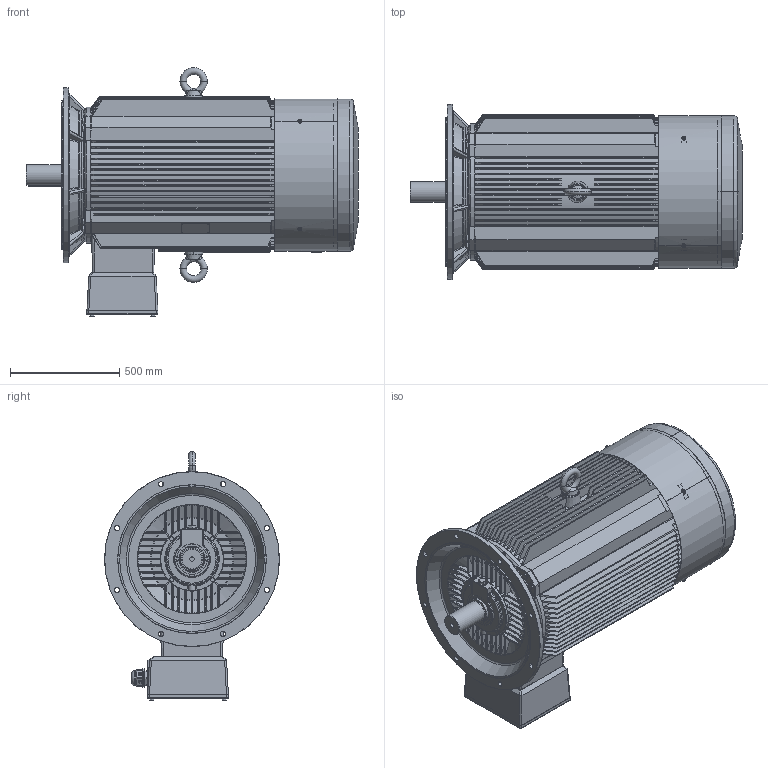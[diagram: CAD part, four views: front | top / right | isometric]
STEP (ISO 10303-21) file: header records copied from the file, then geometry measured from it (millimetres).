
FILE_DESCRIPTION(/* description */ (''),/* implementation_level */ '2;1');
FILE_NAME(/* name */ 'JM2-355M.L-4.6.8-B5.stp',/* time_stamp */ '2019-01-30T10:10:44+08:00',/* author */ (''),/* organization */ (''),/* preprocessor_version */ 'ST-DEVELOPER v16.7',/* originating_system */ 'SIEMENS PLM Software NX 12.0',/* authorisation */ '');
FILE_SCHEMA (('AP203_CONFIGURATION_CONTROLLED_3D_DESIGN_OF_MECHANICAL_PARTS_AND_ASSEMBLIES_MIM_LF { 1 0 10303 403 2 1 2}'));
Products named in the file (1): JM2-355M.L-4.6.8-B5
Bounding box: 1517.06 x 800.24 x 1135.59 mm (x, y, z)
Volume: 117421058.6 mm3; surface area: 16358141.3 mm2
Topology: 48 solids, 48 shells, 5468 faces, 14856 edges, 9666 vertices
Faces by surface type: plane 3446, cylinder 868, cone 598, torus 321, bspline 209, sphere 21, revolution 5
Full cylindrical faces by diameter (mm): 2 x1, 10 x2, 12 x8, 18 x1, 20 x9, 36 x1, 43.312 x2, 45 x1, 51.188 x4, 61.031 x12, 63 x4, 64.969 x12, 67.922 x2, 83.672 x2, 86 x1, 90 x1, 91 x1, 95 x2, 106 x4, 110 x6, 120 x1, 125 x1, 128 x1, 130 x1, 138 x1, 140 x2, 220 x1, 240 x2, 290 x2, 594 x1
Entity records: 187724 total; most frequent: CARTESIAN_POINT 51565, ORIENTED_EDGE 29270, DIRECTION 25140, EDGE_CURVE 14635, LINE 9699, VECTOR 9699, VERTEX_POINT 9590, AXIS2_PLACEMENT_3D 7718
